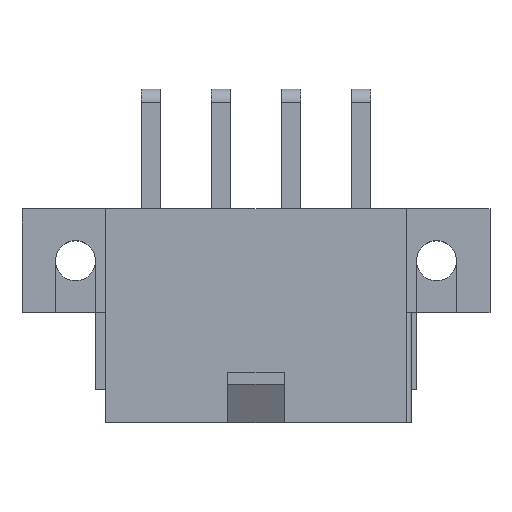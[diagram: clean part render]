
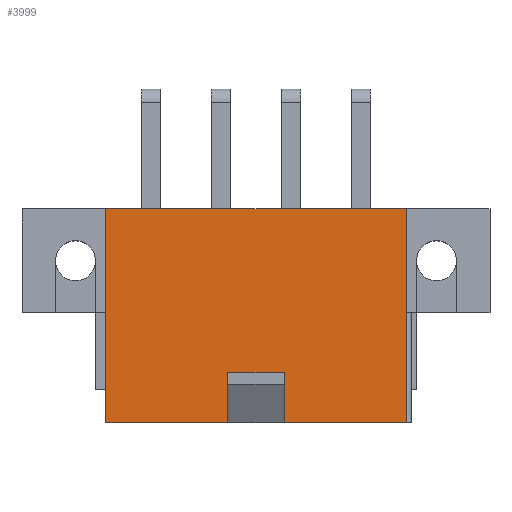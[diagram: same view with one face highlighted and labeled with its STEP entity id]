
A CAD part, top view. The second image highlights one B-rep face of the part: STEP entity #3999.
In plain terms, the highlighted planar face has unit normal (0, 0, 1).
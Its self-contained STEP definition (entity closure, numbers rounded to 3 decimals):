
#451=ORIENTED_EDGE('',*,*,#1554,.F.);
#452=ORIENTED_EDGE('',*,*,#1555,.F.);
#453=ORIENTED_EDGE('',*,*,#1556,.F.);
#454=ORIENTED_EDGE('',*,*,#1349,.F.);
#455=ORIENTED_EDGE('',*,*,#1521,.T.);
#456=ORIENTED_EDGE('',*,*,#1287,.T.);
#457=ORIENTED_EDGE('',*,*,#1553,.F.);
#458=ORIENTED_EDGE('',*,*,#1351,.F.);
#1287=EDGE_CURVE('',#1858,#1857,#2222,.T.);
#1349=EDGE_CURVE('',#1915,#1916,#2284,.T.);
#1351=EDGE_CURVE('',#1917,#1918,#2286,.T.);
#1521=EDGE_CURVE('',#1915,#1858,#2450,.T.);
#1553=EDGE_CURVE('',#1918,#1857,#2478,.T.);
#1554=EDGE_CURVE('',#2093,#1917,#2479,.T.);
#1555=EDGE_CURVE('',#2094,#2093,#2480,.T.);
#1556=EDGE_CURVE('',#1916,#2094,#2481,.T.);
#1857=VERTEX_POINT('',#5573);
#1858=VERTEX_POINT('',#5575);
#1915=VERTEX_POINT('',#5695);
#1916=VERTEX_POINT('',#5696);
#1917=VERTEX_POINT('',#5698);
#1918=VERTEX_POINT('',#5700);
#2093=VERTEX_POINT('',#6106);
#2094=VERTEX_POINT('',#6108);
#2222=LINE('',#5574,#2775);
#2284=LINE('',#5694,#2837);
#2286=LINE('',#5699,#2839);
#2450=LINE('',#6042,#3003);
#2478=LINE('',#6103,#3031);
#2479=LINE('',#6105,#3032);
#2480=LINE('',#6107,#3033);
#2481=LINE('',#6109,#3034);
#2775=VECTOR('',#4511,1000.);
#2837=VECTOR('',#4575,1000.);
#2839=VECTOR('',#4577,1000.);
#3003=VECTOR('',#4795,1000.);
#3031=VECTOR('',#4843,1000.);
#3032=VECTOR('',#4846,1000.);
#3033=VECTOR('',#4847,1000.);
#3034=VECTOR('',#4848,1000.);
#3341=EDGE_LOOP('',(#451,#452,#453,#454,#455,#456,#457,#458));
#3590=FACE_BOUND('',#3341,.T.);
#3805=PLANE('',#4250);
#3999=ADVANCED_FACE('',(#3590),#3805,.T.);
#4250=AXIS2_PLACEMENT_3D('',#6104,#4844,#4845);
#4511=DIRECTION('',(-1.,0.,0.));
#4575=DIRECTION('',(-1.,0.,0.));
#4577=DIRECTION('',(-1.,0.,0.));
#4795=DIRECTION('',(0.,1.,0.));
#4843=DIRECTION('',(0.,1.,0.));
#4844=DIRECTION('',(0.,0.,1.));
#4845=DIRECTION('',(1.,0.,0.));
#4846=DIRECTION('',(0.,-1.,0.));
#4847=DIRECTION('',(-1.,0.,0.));
#4848=DIRECTION('',(0.,1.,0.));
#5573=CARTESIAN_POINT('',(-9.,6.4,4.8));
#5574=CARTESIAN_POINT('',(9.,6.4,4.8));
#5575=CARTESIAN_POINT('',(9.,6.4,4.8));
#5694=CARTESIAN_POINT('',(9.,-6.4,4.8));
#5695=CARTESIAN_POINT('',(9.,-6.4,4.8));
#5696=CARTESIAN_POINT('',(1.7,-6.4,4.8));
#5698=CARTESIAN_POINT('',(-1.7,-6.4,4.8));
#5699=CARTESIAN_POINT('',(9.,-6.4,4.8));
#5700=CARTESIAN_POINT('',(-9.,-6.4,4.8));
#6042=CARTESIAN_POINT('',(9.,-6.4,4.8));
#6103=CARTESIAN_POINT('',(-9.,-6.4,4.8));
#6104=CARTESIAN_POINT('',(9.,-6.4,4.8));
#6105=CARTESIAN_POINT('',(-1.7,-3.4,4.8));
#6106=CARTESIAN_POINT('',(-1.7,-3.4,4.8));
#6107=CARTESIAN_POINT('',(1.7,-3.4,4.8));
#6108=CARTESIAN_POINT('',(1.7,-3.4,4.8));
#6109=CARTESIAN_POINT('',(1.7,-6.4,4.8));
